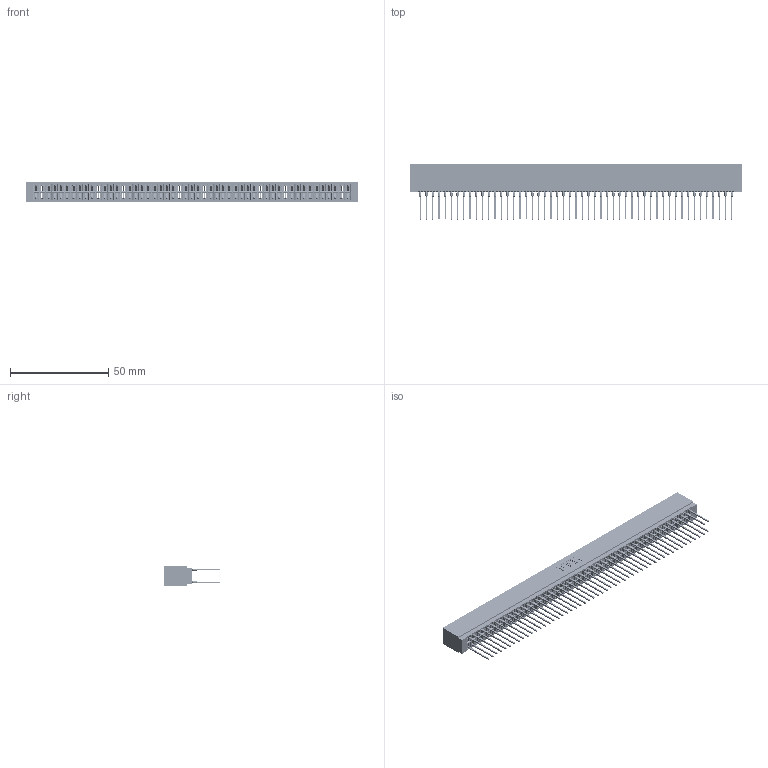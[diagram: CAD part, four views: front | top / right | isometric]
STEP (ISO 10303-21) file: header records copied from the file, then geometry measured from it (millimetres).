
FILE_DESCRIPTION (( 'STEP AP203' ), '1' );
FILE_NAME ('726-102-540-201.STEP', '2020-05-28T12:55:51', ( '' ), ( '' ), 'SwSTEP 2.0', 'SolidWorks 2020', '' );
FILE_SCHEMA (( 'CONFIG_CONTROL_DESIGN' ));
Length unit declared in the file: inch
Products named in the file (3): 726 Part_.515 Slot Depth - 01; 726-102-540-201; 746-292-001_540
Assembly tree (103 placements, depth 2):
  726-102-540-201
    726 Part_.515 Slot Depth - 01
    746-292-001_540  x102
Bounding box: 169.16 x 28.18 x 9.91 mm (x, y, z)
Volume: 15838.2 mm3; surface area: 27970.5 mm2
Topology: 103 solids, 103 shells, 9226 faces, 25355 edges, 16138 vertices
Faces by surface type: plane 4747, bspline 2040, cylinder 1827, torus 612
Entity records: 77433 total; most frequent: CARTESIAN_POINT 15315, ORIENTED_EDGE 13340, DIRECTION 11122, EDGE_CURVE 6670, LINE 5976, VECTOR 5976, VERTEX_POINT 4422, AXIS2_PLACEMENT_3D 2573
